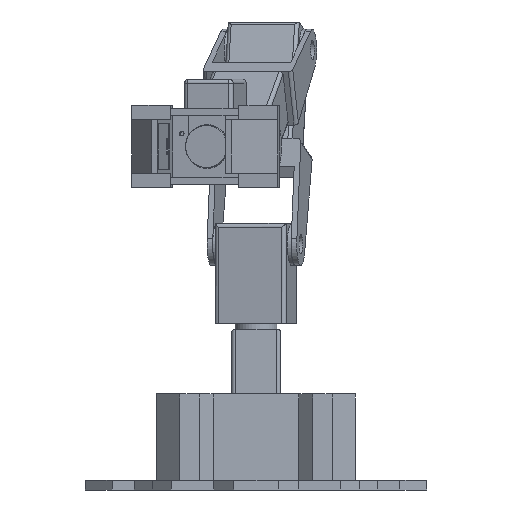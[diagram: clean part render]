
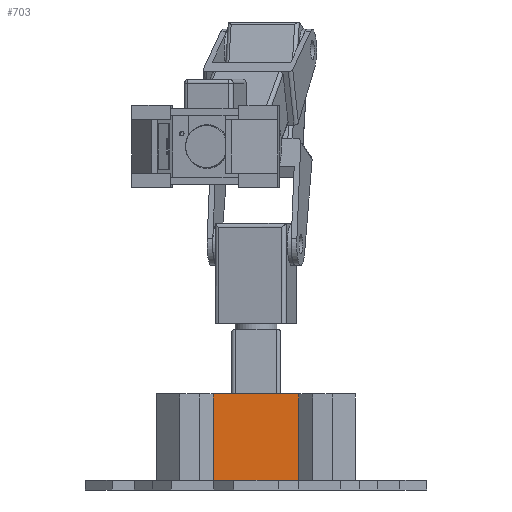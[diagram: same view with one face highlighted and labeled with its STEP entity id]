
A CAD part, front view. The second image highlights one B-rep face of the part: STEP entity #703.
In plain terms, the highlighted planar face has unit normal (0, -1, 0).
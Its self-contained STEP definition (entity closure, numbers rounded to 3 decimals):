
#647=CARTESIAN_POINT('',(76.5,117.,5.0));
#648=VERTEX_POINT('',#647);
#655=CARTESIAN_POINT('',(76.5,117.,50.4));
#656=VERTEX_POINT('',#655);
#657=CARTESIAN_POINT('',(76.5,117.,5.0));
#658=DIRECTION('',(0.0,0.0,1.0));
#659=VECTOR('',#658,45.4);
#660=LINE('',#657,#659);
#661=EDGE_CURVE('',#648,#656,#660,.T.);
#673=CARTESIAN_POINT('',(121.5,117.,0.0));
#674=DIRECTION('',(0.,-1.0,0.0));
#675=DIRECTION('',(0.0,0.0,-1.0));
#676=AXIS2_PLACEMENT_3D('',#673,#674,#675);
#677=PLANE('',#676);
#678=CARTESIAN_POINT('',(121.5,117.,5.0));
#679=VERTEX_POINT('',#678);
#680=CARTESIAN_POINT('',(121.5,117.,5.0));
#681=DIRECTION('',(-1.0,0.,0.0));
#682=VECTOR('',#681,45.);
#683=LINE('',#680,#682);
#684=EDGE_CURVE('',#679,#648,#683,.T.);
#685=ORIENTED_EDGE('',*,*,#684,.F.);
#686=CARTESIAN_POINT('',(121.5,117.,50.4));
#687=VERTEX_POINT('',#686);
#688=CARTESIAN_POINT('',(121.5,117.,5.0));
#689=DIRECTION('',(0.0,0.0,1.0));
#690=VECTOR('',#689,45.4);
#691=LINE('',#688,#690);
#692=EDGE_CURVE('',#679,#687,#691,.T.);
#693=ORIENTED_EDGE('',*,*,#692,.T.);
#694=CARTESIAN_POINT('',(121.5,117.,50.4));
#695=DIRECTION('',(-1.0,0.,0.0));
#696=VECTOR('',#695,45.);
#697=LINE('',#694,#696);
#698=EDGE_CURVE('',#687,#656,#697,.T.);
#699=ORIENTED_EDGE('',*,*,#698,.T.);
#700=ORIENTED_EDGE('',*,*,#661,.F.);
#701=EDGE_LOOP('',(#685,#693,#699,#700));
#702=FACE_OUTER_BOUND('',#701,.T.);
#703=ADVANCED_FACE('',(#702),#677,.T.);
